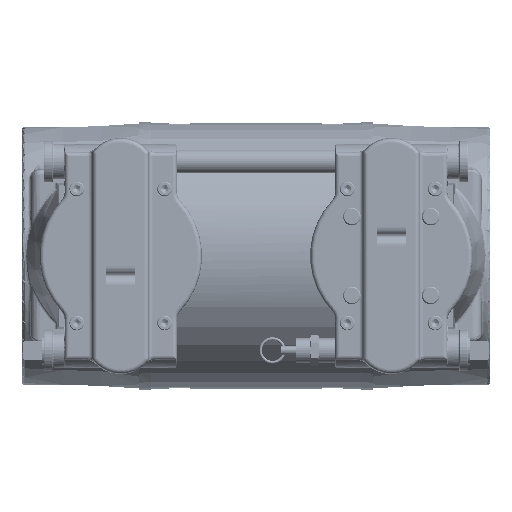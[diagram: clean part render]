
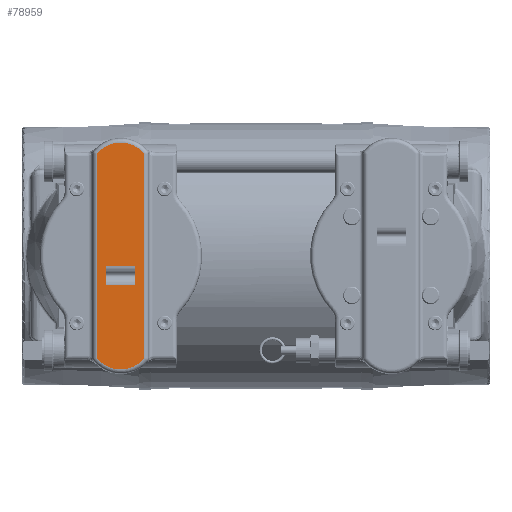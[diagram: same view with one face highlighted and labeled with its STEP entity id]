
A CAD part, front view. The second image highlights one B-rep face of the part: STEP entity #78959.
In plain terms, the highlighted face is planar.
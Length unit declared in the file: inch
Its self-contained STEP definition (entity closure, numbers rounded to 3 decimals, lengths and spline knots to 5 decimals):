
#2534 = DIRECTION ( 'NONE',  ( 1., 0., 0. ) ) ;
#2968 = LINE ( 'NONE', #109769, #114050 ) ;
#3038 = EDGE_CURVE ( 'NONE', #111514, #8161, #112937, .T. ) ;
#4826 = AXIS2_PLACEMENT_3D ( 'NONE', #12240, #41999, #2534 ) ;
#5511 = VERTEX_POINT ( 'NONE', #47125 ) ;
#6449 = CARTESIAN_POINT ( 'NONE',  ( -2.19645, 0.50045, 0.35 ) ) ;
#8161 = VERTEX_POINT ( 'NONE', #74905 ) ;
#8283 = CARTESIAN_POINT ( 'NONE',  ( 1.75, 0., 0.35 ) ) ;
#9938 = ORIENTED_EDGE ( 'NONE', *, *, #109803, .F. ) ;
#11959 = VERTEX_POINT ( 'NONE', #106547 ) ;
#12240 = CARTESIAN_POINT ( 'NONE',  ( -1.75, 0., 0.35 ) ) ;
#16451 = LINE ( 'NONE', #95991, #40062 ) ;
#20308 = VECTOR ( 'NONE', #37073, 39.37008 ) ;
#21177 = DIRECTION ( 'NONE',  ( 0., 0., 1. ) ) ;
#24339 = EDGE_CURVE ( 'NONE', #11959, #121539, #16451, .T. ) ;
#26415 = CIRCLE ( 'NONE', #53297, 0.65087 ) ;
#32841 = VERTEX_POINT ( 'NONE', #95175 ) ;
#33550 = EDGE_LOOP ( 'NONE', ( #112773, #75795, #114798, #9938 ) ) ;
#35603 = LINE ( 'NONE', #6449, #68743 ) ;
#37073 = DIRECTION ( 'NONE',  ( 0., -1., 0. ) ) ;
#40062 = VECTOR ( 'NONE', #74078, 39.37008 ) ;
#41999 = DIRECTION ( 'NONE',  ( 0., 0., 1. ) ) ;
#42745 = EDGE_CURVE ( 'NONE', #98698, #5511, #26415, .T. ) ;
#47125 = CARTESIAN_POINT ( 'NONE',  ( 2.16614, 0.50045, 0.35 ) ) ;
#48529 = DIRECTION ( 'NONE',  ( 1., 0., 0. ) ) ;
#51052 = PLANE ( 'NONE',  #4826 ) ;
#51133 = ORIENTED_EDGE ( 'NONE', *, *, #42745, .T. ) ;
#53297 = AXIS2_PLACEMENT_3D ( 'NONE', #8283, #67189, #78825 ) ;
#55885 = CARTESIAN_POINT ( 'NONE',  ( 2.16614, -0.50045, 0.35 ) ) ;
#58643 = EDGE_LOOP ( 'NONE', ( #106717, #119529, #51133, #85692 ) ) ;
#63330 = FACE_OUTER_BOUND ( 'NONE', #58643, .T. ) ;
#67189 = DIRECTION ( 'NONE',  ( 0., 0., 1. ) ) ;
#68743 = VECTOR ( 'NONE', #75080, 39.37008 ) ;
#71016 = DIRECTION ( 'NONE',  ( 1., 0., 0. ) ) ;
#71702 = VECTOR ( 'NONE', #97374, 39.37008 ) ;
#74078 = DIRECTION ( 'NONE',  ( 1., 0., 0. ) ) ;
#74905 = CARTESIAN_POINT ( 'NONE',  ( -2.16614, -0.50045, 0.35 ) ) ;
#75080 = DIRECTION ( 'NONE',  ( -1., 0., 0. ) ) ;
#75795 = ORIENTED_EDGE ( 'NONE', *, *, #104735, .T. ) ;
#76401 = CARTESIAN_POINT ( 'NONE',  ( 2.19645, -0.50045, 0.35 ) ) ;
#76740 = CARTESIAN_POINT ( 'NONE',  ( -0.21875, -0.31, 0.35 ) ) ;
#77534 = EDGE_CURVE ( 'NONE', #8161, #98698, #106803, .T. ) ;
#77869 = EDGE_CURVE ( 'NONE', #5511, #111514, #35603, .T. ) ;
#78825 = DIRECTION ( 'NONE',  ( 1., 0., 0. ) ) ;
#78959 = ADVANCED_FACE ( 'NONE', ( #102183, #63330 ), #51052, .T. ) ;
#85692 = ORIENTED_EDGE ( 'NONE', *, *, #77869, .T. ) ;
#86792 = VERTEX_POINT ( 'NONE', #76740 ) ;
#88665 = CARTESIAN_POINT ( 'NONE',  ( -0.21875, 0.31, 0.35 ) ) ;
#95175 = CARTESIAN_POINT ( 'NONE',  ( -0.62125, -0.31, 0.35 ) ) ;
#95991 = CARTESIAN_POINT ( 'NONE',  ( -0.62125, 0.31, 0.35 ) ) ;
#97374 = DIRECTION ( 'NONE',  ( 0., -1., 0. ) ) ;
#98698 = VERTEX_POINT ( 'NONE', #55885 ) ;
#100233 = EDGE_CURVE ( 'NONE', #32841, #86792, #2968, .T. ) ;
#101983 = DIRECTION ( 'NONE',  ( 1., 0., 0. ) ) ;
#102183 = FACE_BOUND ( 'NONE', #33550, .T. ) ;
#104735 = EDGE_CURVE ( 'NONE', #121539, #86792, #107746, .T. ) ;
#105054 = LINE ( 'NONE', #125742, #20308 ) ;
#106547 = CARTESIAN_POINT ( 'NONE',  ( -0.62125, 0.31, 0.35 ) ) ;
#106717 = ORIENTED_EDGE ( 'NONE', *, *, #3038, .T. ) ;
#106803 = LINE ( 'NONE', #76401, #114160 ) ;
#107746 = LINE ( 'NONE', #118114, #71702 ) ;
#109769 = CARTESIAN_POINT ( 'NONE',  ( -0.62125, -0.31, 0.35 ) ) ;
#109803 = EDGE_CURVE ( 'NONE', #11959, #32841, #105054, .T. ) ;
#111514 = VERTEX_POINT ( 'NONE', #124287 ) ;
#112773 = ORIENTED_EDGE ( 'NONE', *, *, #24339, .T. ) ;
#112937 = CIRCLE ( 'NONE', #117051, 0.65087 ) ;
#114050 = VECTOR ( 'NONE', #101983, 39.37008 ) ;
#114160 = VECTOR ( 'NONE', #48529, 39.37008 ) ;
#114798 = ORIENTED_EDGE ( 'NONE', *, *, #100233, .F. ) ;
#117051 = AXIS2_PLACEMENT_3D ( 'NONE', #119553, #21177, #71016 ) ;
#118114 = CARTESIAN_POINT ( 'NONE',  ( -0.21875, 0.31, 0.35 ) ) ;
#119529 = ORIENTED_EDGE ( 'NONE', *, *, #77534, .T. ) ;
#119553 = CARTESIAN_POINT ( 'NONE',  ( -1.75, 0., 0.35 ) ) ;
#121539 = VERTEX_POINT ( 'NONE', #88665 ) ;
#124287 = CARTESIAN_POINT ( 'NONE',  ( -2.16614, 0.50045, 0.35 ) ) ;
#125742 = CARTESIAN_POINT ( 'NONE',  ( -0.62125, 0.31, 0.35 ) ) ;
